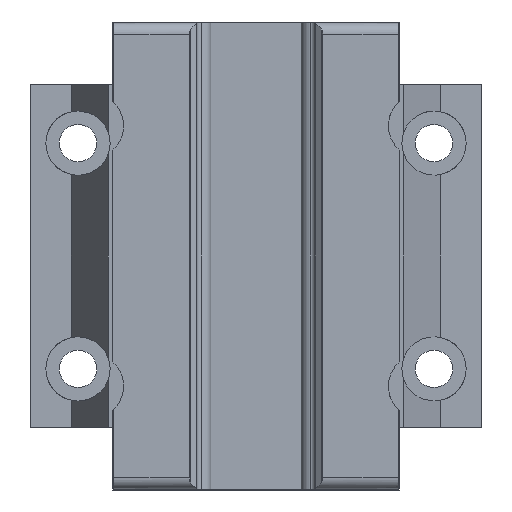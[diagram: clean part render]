
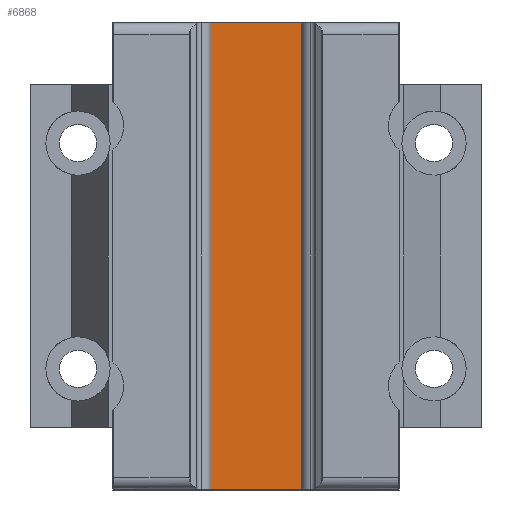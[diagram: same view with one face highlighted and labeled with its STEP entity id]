
A CAD part, front view. The second image highlights one B-rep face of the part: STEP entity #6868.
In plain terms, the highlighted planar face has unit normal (0, -1, 0).
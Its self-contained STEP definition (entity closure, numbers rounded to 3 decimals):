
#868 = DIRECTION ( 'NONE',  ( -1., 0., 0. ) ) ;
#876 = CARTESIAN_POINT ( 'NONE',  ( -16.5, -8.7, -26.85 ) ) ;
#4523 = FACE_OUTER_BOUND ( 'NONE', #9771, .T. ) ;
#4985 = LINE ( 'NONE', #5996, #4987 ) ;
#4987 = VECTOR ( 'NONE', #5999, 1000. ) ;
#5036 = LINE ( 'NONE', #10945, #5037 ) ;
#5037 = VECTOR ( 'NONE', #10946, 1000. ) ;
#5263 = VECTOR ( 'NONE', #13133, 1000. ) ;
#5292 = LINE ( 'NONE', #13135, #5263 ) ;
#5996 = CARTESIAN_POINT ( 'NONE',  ( -5.38, -8.7, -26.95 ) ) ;
#5999 = DIRECTION ( 'NONE',  ( 0., 0., 1. ) ) ;
#6868 = ADVANCED_FACE ( 'NONE', ( #4523 ), #12291, .F. ) ;
#8559 = ORIENTED_EDGE ( 'NONE', *, *, #14259, .T. ) ;
#8572 = ORIENTED_EDGE ( 'NONE', *, *, #14195, .F. ) ;
#8647 = ORIENTED_EDGE ( 'NONE', *, *, #14110, .T. ) ;
#8894 = ORIENTED_EDGE ( 'NONE', *, *, #14993, .F. ) ;
#9771 = EDGE_LOOP ( 'NONE', ( #8559, #8647, #8572, #8894 ) ) ;
#10945 = CARTESIAN_POINT ( 'NONE',  ( 5.38, -8.7, -26.95 ) ) ;
#10946 = DIRECTION ( 'NONE',  ( 0., 0., 1. ) ) ;
#11050 = CARTESIAN_POINT ( 'NONE',  ( 5.38, -8.7, -26.85 ) ) ;
#11181 = CARTESIAN_POINT ( 'NONE',  ( -5.38, -8.7, -26.85 ) ) ;
#11292 = CARTESIAN_POINT ( 'NONE',  ( 5.38, -8.7, 26.85 ) ) ;
#11322 = CARTESIAN_POINT ( 'NONE',  ( -5.38, -8.7, 26.85 ) ) ;
#11922 = VECTOR ( 'NONE', #868, 1000. ) ;
#12146 = LINE ( 'NONE', #876, #11922 ) ;
#12281 = DIRECTION ( 'NONE',  ( 0., 0., 1. ) ) ;
#12282 = DIRECTION ( 'NONE',  ( 0., 1., 0. ) ) ;
#12288 = CARTESIAN_POINT ( 'NONE',  ( 5.38, -8.7, -26.95 ) ) ;
#12291 = PLANE ( 'NONE',  #13905 ) ;
#13133 = DIRECTION ( 'NONE',  ( -1., 0., 0. ) ) ;
#13135 = CARTESIAN_POINT ( 'NONE',  ( 5.38, -8.7, 26.85 ) ) ;
#13207 = VERTEX_POINT ( 'NONE', #11181 ) ;
#13232 = VERTEX_POINT ( 'NONE', #11292 ) ;
#13249 = VERTEX_POINT ( 'NONE', #11050 ) ;
#13408 = VERTEX_POINT ( 'NONE', #11322 ) ;
#13905 = AXIS2_PLACEMENT_3D ( 'NONE', #12288, #12282, #12281 ) ;
#14110 = EDGE_CURVE ( 'NONE', #13232, #13408, #5292, .T. ) ;
#14195 = EDGE_CURVE ( 'NONE', #13207, #13408, #4985, .T. ) ;
#14259 = EDGE_CURVE ( 'NONE', #13249, #13232, #5036, .T. ) ;
#14993 = EDGE_CURVE ( 'NONE', #13249, #13207, #12146, .T. ) ;
